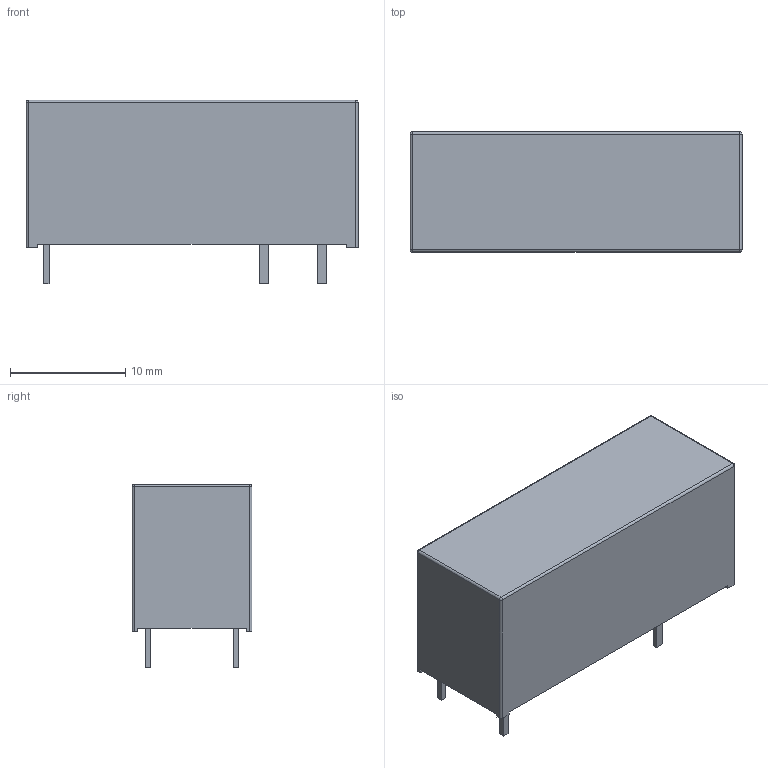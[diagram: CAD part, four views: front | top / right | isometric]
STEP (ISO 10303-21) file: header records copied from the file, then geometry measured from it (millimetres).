
FILE_DESCRIPTION((''),'2;1');
FILE_NAME('REL_HONGFA_HF118F-024-1H5_3d.stp','2015-05-15T10:57:18',(''),(''),'Mechanical Desktop 2011','Mechanical Desktop 2011',', , ');
FILE_SCHEMA(('AUTOMOTIVE_DESIGN { 1 2 10303 214 1 1 1 1 }'));
Length unit declared in the file: millimetre
Products named in the file (1): Product
Bounding box: 28.8 x 10.4 x 15.9 mm (x, y, z)
Volume: 3747.4 mm3; surface area: 1603.7 mm2
Topology: 5 solids, 5 shells, 54 faces, 120 edges, 76 vertices
Faces by surface type: plane 26, bspline 16, cylinder 8, sphere 4
Entity records: 1512 total; most frequent: CARTESIAN_POINT 299, ORIENTED_EDGE 240, DIRECTION 214, EDGE_CURVE 120, VECTOR 104, LINE 104, VERTEX_POINT 76, AXIS2_PLACEMENT_3D 55
